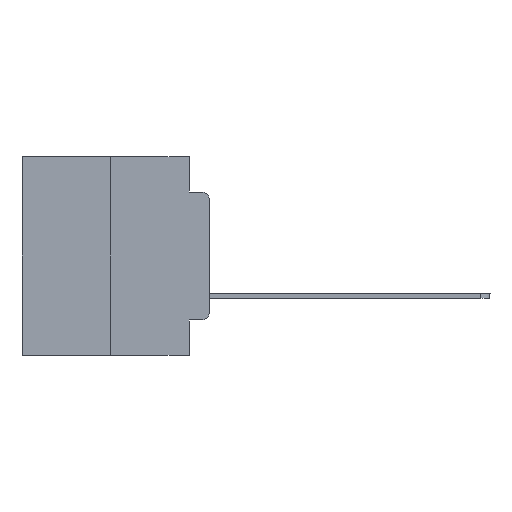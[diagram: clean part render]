
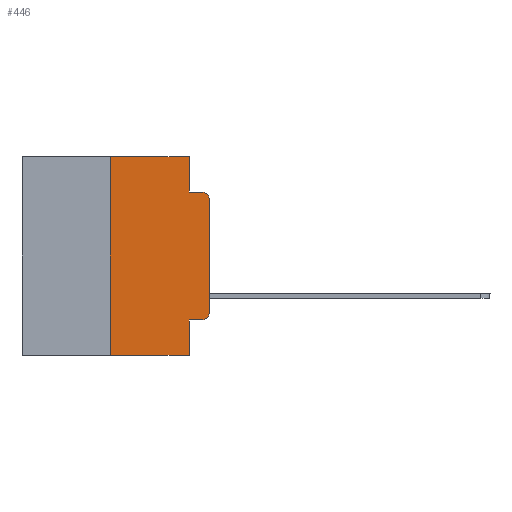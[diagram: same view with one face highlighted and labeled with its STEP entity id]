
A CAD part, left-side view. The second image highlights one B-rep face of the part: STEP entity #446.
In plain terms, the highlighted planar face has unit normal (-1, 0, 0).
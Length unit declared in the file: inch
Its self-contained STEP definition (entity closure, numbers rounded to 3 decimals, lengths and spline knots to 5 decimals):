
#335 = EDGE_CURVE ( 'NONE', #11349, #24214, #24887, .T. ) ;
#446 = ADVANCED_FACE ( 'NONE', ( #4265 ), #4378, .F. ) ;
#654 = EDGE_CURVE ( 'NONE', #11325, #753, #8884, .T. ) ;
#753 = VERTEX_POINT ( 'NONE', #13881 ) ;
#999 = EDGE_LOOP ( 'NONE', ( #4807, #5965, #3782, #7383, #2163, #26254, #5514, #5471, #18532, #20662 ) ) ;
#1044 = AXIS2_PLACEMENT_3D ( 'NONE', #19478, #2388, #23595 ) ;
#1667 = VERTEX_POINT ( 'NONE', #2613 ) ;
#2139 = DIRECTION ( 'NONE',  ( 0., 0., 1. ) ) ;
#2163 = ORIENTED_EDGE ( 'NONE', *, *, #654, .F. ) ;
#2388 = DIRECTION ( 'NONE',  ( -1., 0., 0. ) ) ;
#2538 = CARTESIAN_POINT ( 'NONE',  ( 0., 0.02, -0.4115 ) ) ;
#2613 = CARTESIAN_POINT ( 'NONE',  ( 0., 0., -0.1085 ) ) ;
#3122 = EDGE_CURVE ( 'NONE', #1667, #17875, #3448, .T. ) ;
#3148 = CARTESIAN_POINT ( 'NONE',  ( 0., 0.051, -0.5 ) ) ;
#3448 = CIRCLE ( 'NONE', #1044, 0.02 ) ;
#3782 = ORIENTED_EDGE ( 'NONE', *, *, #10080, .F. ) ;
#4019 = VECTOR ( 'NONE', #26884, 39.37008 ) ;
#4119 = AXIS2_PLACEMENT_3D ( 'NONE', #27480, #18869, #10600 ) ;
#4265 = FACE_OUTER_BOUND ( 'NONE', #999, .T. ) ;
#4378 = PLANE ( 'NONE',  #4119 ) ;
#4807 = ORIENTED_EDGE ( 'NONE', *, *, #7901, .T. ) ;
#5471 = ORIENTED_EDGE ( 'NONE', *, *, #22880, .F. ) ;
#5514 = ORIENTED_EDGE ( 'NONE', *, *, #5571, .T. ) ;
#5571 = EDGE_CURVE ( 'NONE', #18583, #12629, #26962, .T. ) ;
#5965 = ORIENTED_EDGE ( 'NONE', *, *, #3122, .T. ) ;
#7226 = CARTESIAN_POINT ( 'NONE',  ( 0., 0.473, -0.5 ) ) ;
#7383 = ORIENTED_EDGE ( 'NONE', *, *, #23370, .F. ) ;
#7471 = CARTESIAN_POINT ( 'NONE',  ( 0., 0.473, 0. ) ) ;
#7901 = EDGE_CURVE ( 'NONE', #24214, #1667, #23799, .T. ) ;
#8884 = LINE ( 'NONE', #7471, #21846 ) ;
#8966 = VECTOR ( 'NONE', #11756, 39.37008 ) ;
#9473 = DIRECTION ( 'NONE',  ( 0., -1., 0. ) ) ;
#10080 = EDGE_CURVE ( 'NONE', #15107, #17875, #23023, .T. ) ;
#10139 = CARTESIAN_POINT ( 'NONE',  ( 0., 0., 0. ) ) ;
#10600 = DIRECTION ( 'NONE',  ( 0., 0., -1. ) ) ;
#10970 = CARTESIAN_POINT ( 'NONE',  ( 0., 0.25, 0. ) ) ;
#11088 = EDGE_CURVE ( 'NONE', #18583, #11325, #14627, .T. ) ;
#11325 = VERTEX_POINT ( 'NONE', #10970 ) ;
#11349 = VERTEX_POINT ( 'NONE', #2538 ) ;
#11756 = DIRECTION ( 'NONE',  ( 0., 0., 1. ) ) ;
#12096 = DIRECTION ( 'NONE',  ( 0., -1., 0. ) ) ;
#12189 = DIRECTION ( 'NONE',  ( 0., -1., 0. ) ) ;
#12330 = LINE ( 'NONE', #22716, #17303 ) ;
#12559 = CARTESIAN_POINT ( 'NONE',  ( 0., 0., -0.3915 ) ) ;
#12629 = VERTEX_POINT ( 'NONE', #3148 ) ;
#13881 = CARTESIAN_POINT ( 'NONE',  ( 0., 0.051, 0. ) ) ;
#14627 = LINE ( 'NONE', #22563, #8966 ) ;
#14936 = VECTOR ( 'NONE', #9473, 39.37008 ) ;
#15107 = VERTEX_POINT ( 'NONE', #20819 ) ;
#16134 = CARTESIAN_POINT ( 'NONE',  ( 0., 0.051, 0. ) ) ;
#17000 = VECTOR ( 'NONE', #12189, 39.37008 ) ;
#17303 = VECTOR ( 'NONE', #12096, 39.37008 ) ;
#17426 = AXIS2_PLACEMENT_3D ( 'NONE', #22802, #25120, #22893 ) ;
#17875 = VERTEX_POINT ( 'NONE', #19804 ) ;
#18091 = VECTOR ( 'NONE', #2139, 39.37008 ) ;
#18532 = ORIENTED_EDGE ( 'NONE', *, *, #22680, .T. ) ;
#18583 = VERTEX_POINT ( 'NONE', #24150 ) ;
#18869 = DIRECTION ( 'NONE',  ( 1., 0., 0. ) ) ;
#19478 = CARTESIAN_POINT ( 'NONE',  ( 0., 0.02, -0.1085 ) ) ;
#19804 = CARTESIAN_POINT ( 'NONE',  ( 0., 0.02, -0.0885 ) ) ;
#19971 = VECTOR ( 'NONE', #27489, 39.37008 ) ;
#20662 = ORIENTED_EDGE ( 'NONE', *, *, #335, .T. ) ;
#20819 = CARTESIAN_POINT ( 'NONE',  ( 0., 0.051, -0.0885 ) ) ;
#20935 = VERTEX_POINT ( 'NONE', #21115 ) ;
#21115 = CARTESIAN_POINT ( 'NONE',  ( 0., 0.051, -0.4115 ) ) ;
#21200 = CARTESIAN_POINT ( 'NONE',  ( 0., 0.051, 0. ) ) ;
#21846 = VECTOR ( 'NONE', #26860, 39.37008 ) ;
#22563 = CARTESIAN_POINT ( 'NONE',  ( 0., 0.25, 0. ) ) ;
#22680 = EDGE_CURVE ( 'NONE', #20935, #11349, #12330, .T. ) ;
#22716 = CARTESIAN_POINT ( 'NONE',  ( 0., 0.051, -0.4115 ) ) ;
#22802 = CARTESIAN_POINT ( 'NONE',  ( 0., 0.02, -0.3915 ) ) ;
#22880 = EDGE_CURVE ( 'NONE', #20935, #12629, #23644, .T. ) ;
#22893 = DIRECTION ( 'NONE',  ( 0., 0., -1. ) ) ;
#23023 = LINE ( 'NONE', #24950, #17000 ) ;
#23370 = EDGE_CURVE ( 'NONE', #753, #15107, #25306, .T. ) ;
#23595 = DIRECTION ( 'NONE',  ( 0., 0., -1. ) ) ;
#23644 = LINE ( 'NONE', #21200, #19971 ) ;
#23799 = LINE ( 'NONE', #10139, #18091 ) ;
#24150 = CARTESIAN_POINT ( 'NONE',  ( 0., 0.25, -0.5 ) ) ;
#24214 = VERTEX_POINT ( 'NONE', #12559 ) ;
#24887 = CIRCLE ( 'NONE', #17426, 0.02 ) ;
#24950 = CARTESIAN_POINT ( 'NONE',  ( 0., 0.051, -0.0885 ) ) ;
#25120 = DIRECTION ( 'NONE',  ( -1., 0., 0. ) ) ;
#25306 = LINE ( 'NONE', #16134, #4019 ) ;
#26254 = ORIENTED_EDGE ( 'NONE', *, *, #11088, .F. ) ;
#26860 = DIRECTION ( 'NONE',  ( 0., -1., 0. ) ) ;
#26884 = DIRECTION ( 'NONE',  ( 0., 0., -1. ) ) ;
#26962 = LINE ( 'NONE', #7226, #14936 ) ;
#27480 = CARTESIAN_POINT ( 'NONE',  ( 0., 0.473, 0. ) ) ;
#27489 = DIRECTION ( 'NONE',  ( 0., 0., -1. ) ) ;
